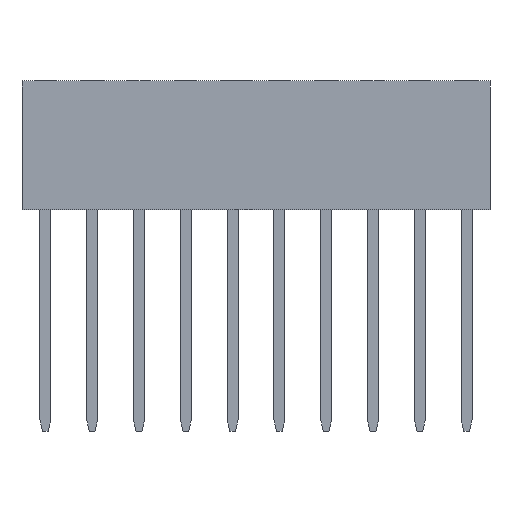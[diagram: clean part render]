
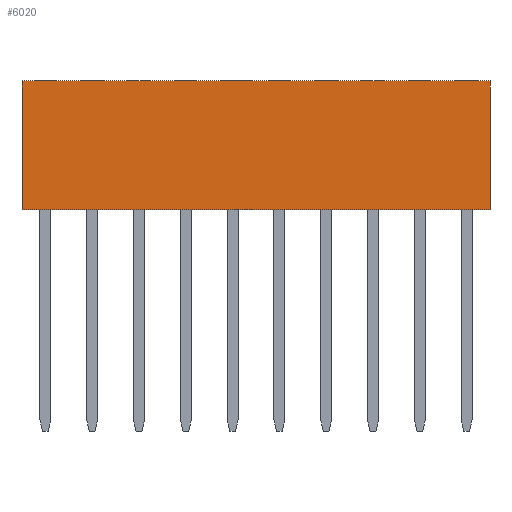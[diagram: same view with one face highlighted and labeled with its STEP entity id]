
A CAD part, left-side view. The second image highlights one B-rep face of the part: STEP entity #6020.
In plain terms, the highlighted planar face has unit normal (-1, 0, 0).
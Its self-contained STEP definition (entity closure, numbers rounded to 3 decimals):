
#53=FACE_OUTER_BOUND('',#393,.T.);
#393=EDGE_LOOP('',(#3886,#3887,#3888,#3889));
#724=LINE('',#8154,#1548);
#730=LINE('',#8167,#1554);
#733=LINE('',#8172,#1557);
#775=LINE('',#8255,#1599);
#1548=VECTOR('',#6681,1.);
#1554=VECTOR('',#6689,1.);
#1557=VECTOR('',#6696,1.);
#1599=VECTOR('',#6740,1.);
#2366=VERTEX_POINT('',#8142);
#2371=VERTEX_POINT('',#8152);
#2376=VERTEX_POINT('',#8164);
#2377=VERTEX_POINT('',#8166);
#2908=EDGE_CURVE('',#2366,#2371,#724,.T.);
#2914=EDGE_CURVE('',#2376,#2377,#730,.T.);
#2917=EDGE_CURVE('',#2377,#2371,#733,.T.);
#2959=EDGE_CURVE('',#2376,#2366,#775,.T.);
#3886=ORIENTED_EDGE('',*,*,#2914,.F.);
#3887=ORIENTED_EDGE('',*,*,#2959,.T.);
#3888=ORIENTED_EDGE('',*,*,#2908,.T.);
#3889=ORIENTED_EDGE('',*,*,#2917,.F.);
#5379=PLANE('',#6354);
#6020=ADVANCED_FACE('',(#53),#5379,.F.);
#6354=AXIS2_PLACEMENT_3D('',#8421,#6829,#6830);
#6681=DIRECTION('',(0.,0.,1.));
#6689=DIRECTION('',(0.,0.,1.));
#6696=DIRECTION('',(0.,-1.,0.));
#6740=DIRECTION('',(0.,-1.,0.));
#6829=DIRECTION('center_axis',(1.,0.,0.));
#6830=DIRECTION('ref_axis',(0.,-1.,0.));
#8142=CARTESIAN_POINT('',(-1.27,-24.13,0.));
#8152=CARTESIAN_POINT('',(-1.27,-24.13,7.));
#8154=CARTESIAN_POINT('',(-1.27,-24.13,0.));
#8164=CARTESIAN_POINT('',(-1.27,1.27,0.));
#8166=CARTESIAN_POINT('',(-1.27,1.27,7.));
#8167=CARTESIAN_POINT('',(-1.27,1.27,0.));
#8172=CARTESIAN_POINT('',(-1.27,1.27,7.));
#8255=CARTESIAN_POINT('',(-1.27,1.27,0.));
#8421=CARTESIAN_POINT('Origin',(-1.27,1.27,0.));
